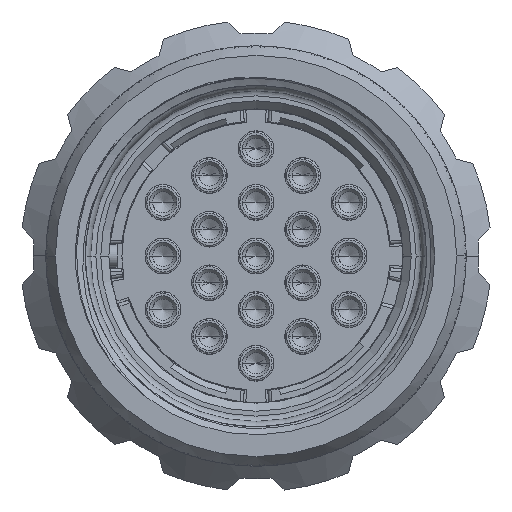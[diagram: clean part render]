
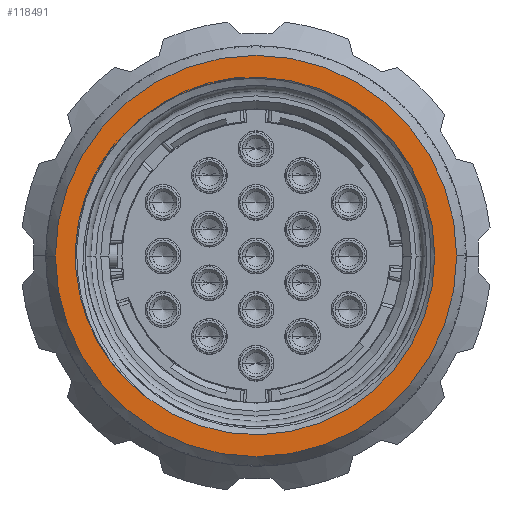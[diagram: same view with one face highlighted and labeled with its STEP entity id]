
A CAD part, left-side view. The second image highlights one B-rep face of the part: STEP entity #118491.
In plain terms, the highlighted planar face has unit normal (-1, 0, 0).
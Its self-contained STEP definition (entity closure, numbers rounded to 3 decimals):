
#7841=CARTESIAN_POINT('',(-13.05,0.,0.));
#7842=DIRECTION('',(-1.,0.,0.));
#7843=DIRECTION('',(0.,1.,0.));
#7844=AXIS2_PLACEMENT_3D('',#7841,#7842,#7843);
#7846=CARTESIAN_POINT('',(-13.05,0.,0.));
#7847=DIRECTION('',(1.,0.,0.));
#7848=DIRECTION('',(0.,1.,0.));
#7849=AXIS2_PLACEMENT_3D('',#7846,#7847,#7848);
#7851=CARTESIAN_POINT('',(-13.05,7.989,7.62));
#7852=CARTESIAN_POINT('',(-13.05,7.894,7.714));
#7853=CARTESIAN_POINT('',(-13.05,7.702,7.899));
#7854=CARTESIAN_POINT('',(-13.05,7.403,8.166));
#7855=CARTESIAN_POINT('',(-13.05,7.096,8.422));
#7856=CARTESIAN_POINT('',(-13.05,6.885,8.584));
#7857=CARTESIAN_POINT('',(-13.05,6.778,8.664));
#7859=CARTESIAN_POINT('',(-13.05,7.989,-7.62));
#7860=CARTESIAN_POINT('',(-13.05,8.075,-7.534));
#7861=CARTESIAN_POINT('',(-13.05,8.245,-7.357));
#7862=CARTESIAN_POINT('',(-13.05,8.499,-7.075));
#7863=CARTESIAN_POINT('',(-13.05,8.744,-6.78));
#7864=CARTESIAN_POINT('',(-13.05,8.981,-6.473));
#7865=CARTESIAN_POINT('',(-13.05,9.208,-6.156));
#7866=CARTESIAN_POINT('',(-13.05,9.424,-5.829));
#7867=CARTESIAN_POINT('',(-13.05,9.628,-5.493));
#7868=CARTESIAN_POINT('',(-13.05,9.821,-5.149));
#7869=CARTESIAN_POINT('',(-13.05,10.001,-4.797));
#7870=CARTESIAN_POINT('',(-13.05,10.169,-4.439));
#7871=CARTESIAN_POINT('',(-13.05,10.324,-4.074));
#7872=CARTESIAN_POINT('',(-13.05,10.465,-3.703));
#7873=CARTESIAN_POINT('',(-13.05,10.593,-3.328));
#7874=CARTESIAN_POINT('',(-13.05,10.707,-2.947));
#7875=CARTESIAN_POINT('',(-13.05,10.808,-2.562));
#7876=CARTESIAN_POINT('',(-13.05,10.894,-2.174));
#7877=CARTESIAN_POINT('',(-13.05,10.966,-1.783));
#7878=CARTESIAN_POINT('',(-13.05,11.024,-1.389));
#7879=CARTESIAN_POINT('',(-13.05,11.067,-0.994));
#7880=CARTESIAN_POINT('',(-13.05,11.096,-0.597));
#7881=CARTESIAN_POINT('',(-13.05,11.111,-0.199));
#7882=CARTESIAN_POINT('',(-13.05,11.111,0.199));
#7883=CARTESIAN_POINT('',(-13.05,11.096,0.597));
#7884=CARTESIAN_POINT('',(-13.05,11.067,0.994));
#7885=CARTESIAN_POINT('',(-13.05,11.024,1.389));
#7886=CARTESIAN_POINT('',(-13.05,10.966,1.783));
#7887=CARTESIAN_POINT('',(-13.05,10.894,2.174));
#7888=CARTESIAN_POINT('',(-13.05,10.808,2.562));
#7889=CARTESIAN_POINT('',(-13.05,10.707,2.947));
#7890=CARTESIAN_POINT('',(-13.05,10.593,3.328));
#7891=CARTESIAN_POINT('',(-13.05,10.465,3.704));
#7892=CARTESIAN_POINT('',(-13.05,10.324,4.074));
#7893=CARTESIAN_POINT('',(-13.05,10.169,4.439));
#7894=CARTESIAN_POINT('',(-13.05,10.001,4.797));
#7895=CARTESIAN_POINT('',(-13.05,9.821,5.149));
#7896=CARTESIAN_POINT('',(-13.05,9.628,5.493));
#7897=CARTESIAN_POINT('',(-13.05,9.424,5.829));
#7898=CARTESIAN_POINT('',(-13.05,9.208,6.156));
#7899=CARTESIAN_POINT('',(-13.05,8.981,6.473));
#7900=CARTESIAN_POINT('',(-13.05,8.744,6.78));
#7901=CARTESIAN_POINT('',(-13.05,8.499,7.075));
#7902=CARTESIAN_POINT('',(-13.05,8.245,7.357));
#7903=CARTESIAN_POINT('',(-13.05,8.075,7.534));
#7904=CARTESIAN_POINT('',(-13.05,7.989,7.62));
#7906=CARTESIAN_POINT('',(-13.05,6.778,-8.664));
#7907=CARTESIAN_POINT('',(-13.05,6.885,-8.584));
#7908=CARTESIAN_POINT('',(-13.05,7.096,-8.422));
#7909=CARTESIAN_POINT('',(-13.05,7.403,-8.166));
#7910=CARTESIAN_POINT('',(-13.05,7.702,-7.899));
#7911=CARTESIAN_POINT('',(-13.05,7.894,-7.714));
#7912=CARTESIAN_POINT('',(-13.05,7.989,-7.62));
#8092=CARTESIAN_POINT('',(-13.05,0.,0.));
#8093=DIRECTION('',(1.,0.,0.));
#8094=DIRECTION('',(0.,0.616,0.788));
#8095=AXIS2_PLACEMENT_3D('',#8092,#8093,#8094);
#90770=CARTESIAN_POINT('',(-13.05,12.348,0.));
#90772=VERTEX_POINT('',#90770);
#90781=CARTESIAN_POINT('',(-13.05,-12.348,0.));
#90782=VERTEX_POINT('',#90781);
#91024=VERTEX_POINT('',#7859);
#91025=VERTEX_POINT('',#7904);
#91026=VERTEX_POINT('',#7857);
#91027=VERTEX_POINT('',#7906);
#118472=CARTESIAN_POINT('',(-13.05,0.,0.));
#118473=DIRECTION('',(1.,0.,0.));
#118474=DIRECTION('',(0.,-1.,0.));
#118475=AXIS2_PLACEMENT_3D('',#118472,#118473,#118474);
#118476=PLANE('245',#118475);
#118477=ORIENTED_EDGE('8307',*,*,#107157,.F.);
#118478=ORIENTED_EDGE('8297',*,*,#117851,.T.);
#118479=EDGE_LOOP('245',(#118477,#118478));
#118480=FACE_OUTER_BOUND('245',#118479,.F.);
#118482=ORIENTED_EDGE('8593',*,*,#118481,.F.);
#118484=ORIENTED_EDGE('8584',*,*,#118483,.F.);
#118486=ORIENTED_EDGE('8583',*,*,#118485,.F.);
#118488=ORIENTED_EDGE('8585',*,*,#118487,.F.);
#118489=EDGE_LOOP('245',(#118482,#118484,#118486,#118488));
#118490=FACE_BOUND('245',#118489,.F.);
#7845=CIRCLE('8307',#7844,12.348);
#7850=CIRCLE('8297',#7849,12.348);
#7858=B_SPLINE_CURVE_WITH_KNOTS('8584',3,(#7851,#7852,#7853,#7854,#7855,#7856,
#7857),.UNSPECIFIED.,.F.,.F.,(4,1,1,1,4),(0.,0.25,0.5,0.75,1.),
.UNSPECIFIED.);
#7905=B_SPLINE_CURVE_WITH_KNOTS('8583',3,(#7859,#7860,#7861,#7862,#7863,#7864,
#7865,#7866,#7867,#7868,#7869,#7870,#7871,#7872,#7873,#7874,#7875,#7876,#7877,
#7878,#7879,#7880,#7881,#7882,#7883,#7884,#7885,#7886,#7887,#7888,#7889,#7890,
#7891,#7892,#7893,#7894,#7895,#7896,#7897,#7898,#7899,#7900,#7901,#7902,#7903,
#7904),.UNSPECIFIED.,.F.,.F.,(4,1,1,1,1,1,1,1,1,1,1,1,1,1,1,1,1,1,1,1,1,1,1,1,1,
1,1,1,1,1,1,1,1,1,1,1,1,1,1,1,1,1,1,4),(0.,0.023,
0.047,0.07,0.093,0.116,
0.14,0.163,0.186,0.209,
0.233,0.256,0.279,0.302,
0.326,0.349,0.372,0.395,
0.419,0.442,0.465,0.488,
0.512,0.535,0.558,0.581,
0.605,0.628,0.651,0.674,
0.698,0.721,0.744,0.767,
0.791,0.814,0.837,0.86,
0.884,0.907,0.93,0.953,
0.977,1.),.UNSPECIFIED.);
#7913=B_SPLINE_CURVE_WITH_KNOTS('8585',3,(#7906,#7907,#7908,#7909,#7910,#7911,
#7912),.UNSPECIFIED.,.F.,.F.,(4,1,1,1,4),(0.,0.25,0.5,0.75,1.),
.UNSPECIFIED.);
#8096=CIRCLE('8593',#8095,11.);
#107157=EDGE_CURVE('8307',#90772,#90782,#7845,.T.);
#117851=EDGE_CURVE('8297',#90772,#90782,#7850,.T.);
#118481=EDGE_CURVE('8593',#91026,#91027,#8096,.T.);
#118483=EDGE_CURVE('8584',#91025,#91026,#7858,.T.);
#118485=EDGE_CURVE('8583',#91024,#91025,#7905,.T.);
#118487=EDGE_CURVE('8585',#91027,#91024,#7913,.T.);
#118491=ADVANCED_FACE('245',(#118480,#118490),#118476,.F.);
